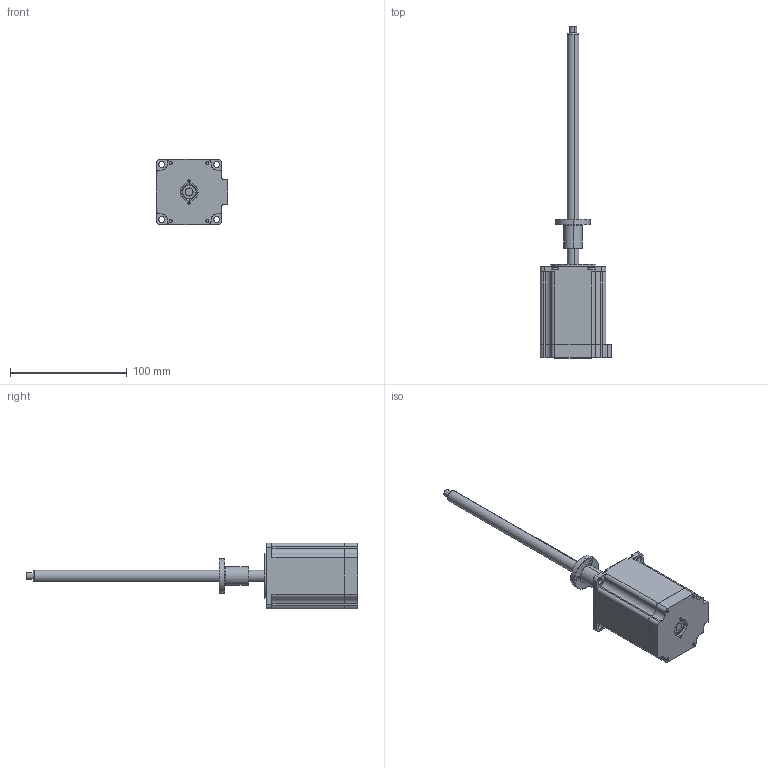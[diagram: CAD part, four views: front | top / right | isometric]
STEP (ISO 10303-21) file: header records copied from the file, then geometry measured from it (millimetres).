
FILE_DESCRIPTION (( 'STEP AP203' ), '1' );
FILE_NAME ('LE23AS-T10105-200-AR2-S-300.STEP', '2018-08-10T03:35:53', ( '' ), ( '' ), 'SwSTEP 2.0', 'SolidWorks 2014', '' );
FILE_SCHEMA (( 'CONFIG_CONTROL_DESIGN' ));
Length unit declared in the file: millimetre
Products named in the file (1): LE23AS-T10105-200-AR2-S-300
Bounding box: 61.2 x 284.5 x 56.2 mm (x, y, z)
Surface area: 39575.1 mm2 (no closed solid volume)
Topology: 0 solids, 15 shells, 332 faces, 1017 edges, 690 vertices
Faces by surface type: plane 154, cylinder 96, cone 68, sphere 8, torus 6
Entity records: 11786 total; most frequent: CARTESIAN_POINT 2558, DIRECTION 1957, ORIENTED_EDGE 1760, EDGE_CURVE 1017, AXIS2_PLACEMENT_3D 693, VERTEX_POINT 690, VECTOR 571, LINE 571
